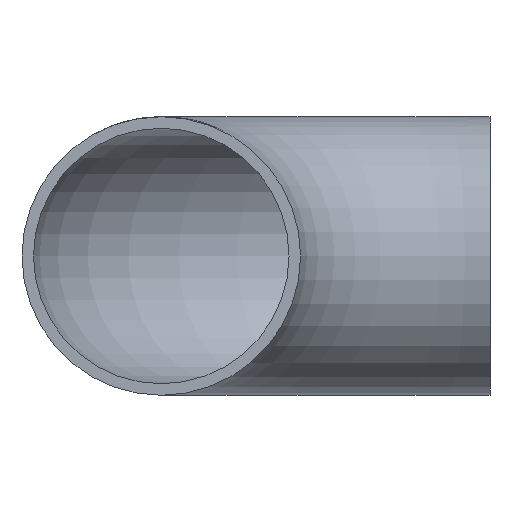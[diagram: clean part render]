
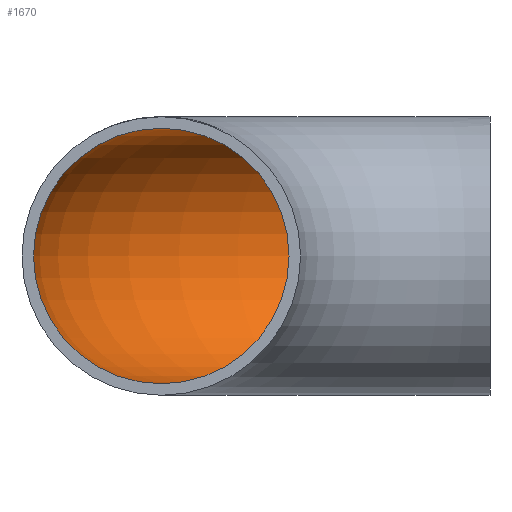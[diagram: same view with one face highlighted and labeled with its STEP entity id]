
A CAD part, front view. The second image highlights one B-rep face of the part: STEP entity #1670.
In plain terms, the highlighted toroidal (fillet/blend) face has major radius 57 mm and minor radius 22.15 mm.
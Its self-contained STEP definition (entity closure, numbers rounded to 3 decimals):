
#384 = VERTEX_POINT ( 'NONE', #6730 ) ;
#441 = CARTESIAN_POINT ( 'NONE',  ( 0., 57., 0. ) ) ;
#490 = EDGE_CURVE ( 'NONE', #384, #384, #7058, .T. ) ;
#1055 = DIRECTION ( 'NONE',  ( 0., 0., 1. ) ) ;
#1510 = AXIS2_PLACEMENT_3D ( 'NONE', #7362, #1698, #5924 ) ;
#1606 = TOROIDAL_SURFACE ( 'NONE', #1510, 57., 22.15 ) ;
#1610 = EDGE_LOOP ( 'NONE', ( #4254 ) ) ;
#1658 = CARTESIAN_POINT ( 'NONE',  ( 0., 79.15, 0. ) ) ;
#1668 = AXIS2_PLACEMENT_3D ( 'NONE', #2532, #9036, #1055 ) ;
#1670 = ADVANCED_FACE ( 'NONE', ( #8818, #6329 ), #1606, .F. ) ;
#1698 = DIRECTION ( 'NONE',  ( 0., 0., -1. ) ) ;
#2218 = ORIENTED_EDGE ( 'NONE', *, *, #3419, .T. ) ;
#2532 = CARTESIAN_POINT ( 'NONE',  ( -57., 0., 0. ) ) ;
#3411 = DIRECTION ( 'NONE',  ( 1., 0., 0. ) ) ;
#3419 = EDGE_CURVE ( 'NONE', #5966, #5966, #8661, .T. ) ;
#4151 = AXIS2_PLACEMENT_3D ( 'NONE', #441, #3411, #8396 ) ;
#4254 = ORIENTED_EDGE ( 'NONE', *, *, #490, .F. ) ;
#5924 = DIRECTION ( 'NONE',  ( -1., 0., 0. ) ) ;
#5966 = VERTEX_POINT ( 'NONE', #1658 ) ;
#6329 = FACE_OUTER_BOUND ( 'NONE', #1610, .T. ) ;
#6730 = CARTESIAN_POINT ( 'NONE',  ( -57., 0., 22.15 ) ) ;
#7058 = CIRCLE ( 'NONE', #1668, 22.15 ) ;
#7362 = CARTESIAN_POINT ( 'NONE',  ( 0., 0., 0. ) ) ;
#8212 = EDGE_LOOP ( 'NONE', ( #2218 ) ) ;
#8396 = DIRECTION ( 'NONE',  ( 0., 1., 0. ) ) ;
#8661 = CIRCLE ( 'NONE', #4151, 22.15 ) ;
#8818 = FACE_OUTER_BOUND ( 'NONE', #8212, .T. ) ;
#9036 = DIRECTION ( 'NONE',  ( 0., 1., 0. ) ) ;
